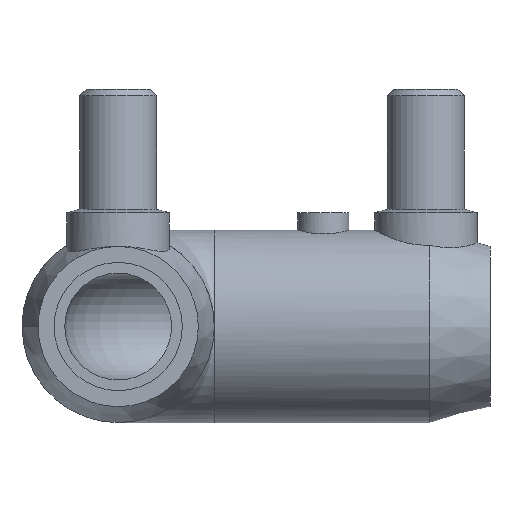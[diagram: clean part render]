
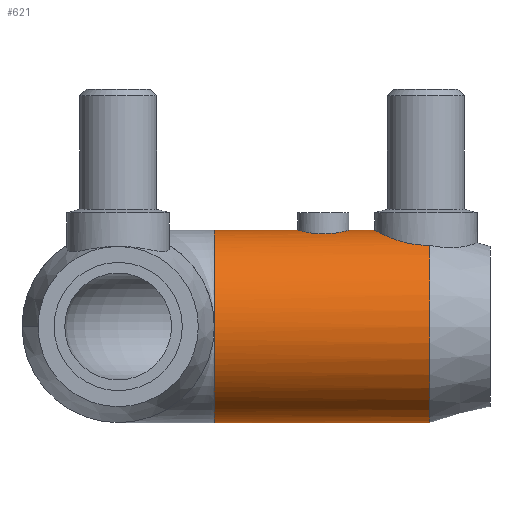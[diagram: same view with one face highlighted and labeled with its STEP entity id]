
A CAD part, front view. The second image highlights one B-rep face of the part: STEP entity #621.
In plain terms, the highlighted cylindrical face has radius 15 mm (diameter 30 mm), a full revolution.
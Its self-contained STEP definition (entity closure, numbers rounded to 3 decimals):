
#21=FACE_BOUND('',#128,.T.);
#52=CYLINDRICAL_SURFACE('',#699,15.);
#79=FACE_OUTER_BOUND('',#127,.T.);
#127=EDGE_LOOP('',(#478,#479,#480,#481,#482,#483,#484,#485,#486,#487,#488,
#489));
#128=EDGE_LOOP('',(#490,#491));
#159=B_SPLINE_CURVE_WITH_KNOTS('',3,(#1006,#1007,#1008,#1009,#1010,#1011,
#1012,#1013,#1014,#1015,#1016,#1017,#1018,#1019,#1020,#1021,#1022,#1023,
#1024,#1025,#1026,#1027,#1028,#1029,#1030,#1031),.UNSPECIFIED.,.F.,.F.,
(4,2,2,2,2,2,2,2,2,2,2,2,4),(0.,0.151,0.303,0.454,
0.606,0.757,0.909,1.06,
1.212,1.363,1.515,1.666,1.818),
 .UNSPECIFIED.);
#160=B_SPLINE_CURVE_WITH_KNOTS('',3,(#1032,#1033,#1034,#1035,#1036,#1037,
#1038,#1039,#1040,#1041),.UNSPECIFIED.,.F.,.F.,(4,2,2,2,4),(1.818,
1.969,2.121,2.272,2.423),
 .UNSPECIFIED.);
#163=B_SPLINE_CURVE_WITH_KNOTS('',3,(#1100,#1101,#1102,#1103,#1104,#1105,
#1106,#1107,#1108,#1109,#1110,#1111,#1112,#1113,#1114,#1115,#1116,#1117,
#1118,#1119,#1120,#1121,#1122),.UNSPECIFIED.,.F.,.F.,(4,2,2,2,2,2,2,2,2,
3,4),(-2.53,-2.468,-2.159,-1.85,
-1.542,-1.234,-0.926,-0.618,
-0.309,0.,0.062),.UNSPECIFIED.);
#165=B_SPLINE_CURVE_WITH_KNOTS('',3,(#1177,#1178,#1179,#1180),
 .UNSPECIFIED.,.F.,.F.,(4,4),(-0.002,0.),.UNSPECIFIED.);
#166=B_SPLINE_CURVE_WITH_KNOTS('',3,(#1184,#1185,#1186,#1187),
 .UNSPECIFIED.,.F.,.F.,(4,4),(-0.002,0.),.UNSPECIFIED.);
#196=CIRCLE('',#700,15.);
#197=CIRCLE('',#701,15.);
#198=CIRCLE('',#702,15.);
#199=CIRCLE('',#703,15.);
#200=CIRCLE('',#704,15.);
#201=CIRCLE('',#705,15.);
#202=CIRCLE('',#706,15.);
#235=LINE('',#1173,#259);
#259=VECTOR('',#847,15.);
#283=VERTEX_POINT('',#1003);
#284=VERTEX_POINT('',#1005);
#287=VERTEX_POINT('',#1084);
#289=VERTEX_POINT('',#1099);
#299=VERTEX_POINT('',#1170);
#300=VERTEX_POINT('',#1172);
#301=VERTEX_POINT('',#1174);
#302=VERTEX_POINT('',#1176);
#303=VERTEX_POINT('',#1181);
#304=VERTEX_POINT('',#1183);
#305=VERTEX_POINT('',#1188);
#306=VERTEX_POINT('',#1191);
#341=EDGE_CURVE('',#284,#283,#159,.T.);
#342=EDGE_CURVE('',#283,#284,#160,.T.);
#347=EDGE_CURVE('',#289,#287,#163,.T.);
#365=EDGE_CURVE('',#287,#299,#196,.T.);
#366=EDGE_CURVE('',#299,#300,#235,.T.);
#367=EDGE_CURVE('',#301,#300,#197,.T.);
#368=EDGE_CURVE('',#302,#301,#165,.T.);
#369=EDGE_CURVE('',#303,#302,#198,.T.);
#370=EDGE_CURVE('',#304,#303,#166,.T.);
#371=EDGE_CURVE('',#305,#304,#199,.T.);
#372=EDGE_CURVE('',#300,#305,#200,.T.);
#373=EDGE_CURVE('',#299,#306,#201,.T.);
#374=EDGE_CURVE('',#306,#289,#202,.T.);
#478=ORIENTED_EDGE('',*,*,#347,.T.);
#479=ORIENTED_EDGE('',*,*,#365,.T.);
#480=ORIENTED_EDGE('',*,*,#366,.T.);
#481=ORIENTED_EDGE('',*,*,#367,.F.);
#482=ORIENTED_EDGE('',*,*,#368,.F.);
#483=ORIENTED_EDGE('',*,*,#369,.F.);
#484=ORIENTED_EDGE('',*,*,#370,.F.);
#485=ORIENTED_EDGE('',*,*,#371,.F.);
#486=ORIENTED_EDGE('',*,*,#372,.F.);
#487=ORIENTED_EDGE('',*,*,#366,.F.);
#488=ORIENTED_EDGE('',*,*,#373,.T.);
#489=ORIENTED_EDGE('',*,*,#374,.T.);
#490=ORIENTED_EDGE('',*,*,#341,.T.);
#491=ORIENTED_EDGE('',*,*,#342,.T.);
#621=ADVANCED_FACE('',(#79,#21),#52,.T.);
#699=AXIS2_PLACEMENT_3D('',#1169,#843,#844);
#700=AXIS2_PLACEMENT_3D('',#1171,#845,#846);
#701=AXIS2_PLACEMENT_3D('',#1175,#848,#849);
#702=AXIS2_PLACEMENT_3D('',#1182,#850,#851);
#703=AXIS2_PLACEMENT_3D('',#1189,#852,#853);
#704=AXIS2_PLACEMENT_3D('',#1190,#854,#855);
#705=AXIS2_PLACEMENT_3D('',#1192,#856,#857);
#706=AXIS2_PLACEMENT_3D('',#1193,#858,#859);
#843=DIRECTION('center_axis',(1.,0.,0.));
#844=DIRECTION('ref_axis',(0.,0.,1.));
#845=DIRECTION('center_axis',(-1.,0.,0.));
#846=DIRECTION('ref_axis',(0.,0.,1.));
#847=DIRECTION('',(-1.,0.,0.));
#848=DIRECTION('center_axis',(-1.,0.,0.));
#849=DIRECTION('ref_axis',(0.,0.,1.));
#850=DIRECTION('center_axis',(-1.,0.,0.));
#851=DIRECTION('ref_axis',(0.,0.,1.));
#852=DIRECTION('center_axis',(-1.,0.,0.));
#853=DIRECTION('ref_axis',(0.,0.,1.));
#854=DIRECTION('center_axis',(-1.,0.,0.));
#855=DIRECTION('ref_axis',(0.,0.,1.));
#856=DIRECTION('center_axis',(-1.,0.,0.));
#857=DIRECTION('ref_axis',(0.,0.,1.));
#858=DIRECTION('center_axis',(-1.,0.,0.));
#859=DIRECTION('ref_axis',(0.,0.,1.));
#1003=CARTESIAN_POINT('',(36.,20.5,15.));
#1005=CARTESIAN_POINT('',(32.,16.5,14.457));
#1006=CARTESIAN_POINT('Ctrl Pts',(32.,16.5,14.457));
#1007=CARTESIAN_POINT('Ctrl Pts',(31.495,16.5,14.457));
#1008=CARTESIAN_POINT('Ctrl Pts',(30.958,16.601,14.486));
#1009=CARTESIAN_POINT('Ctrl Pts',(29.974,17.01,14.59));
#1010=CARTESIAN_POINT('Ctrl Pts',(29.525,17.318,14.663));
#1011=CARTESIAN_POINT('Ctrl Pts',(28.818,18.025,14.799));
#1012=CARTESIAN_POINT('Ctrl Pts',(28.51,18.473,14.871));
#1013=CARTESIAN_POINT('Ctrl Pts',(28.101,19.458,14.972));
#1014=CARTESIAN_POINT('Ctrl Pts',(28.,19.995,15.));
#1015=CARTESIAN_POINT('Ctrl Pts',(28.,21.005,15.));
#1016=CARTESIAN_POINT('Ctrl Pts',(28.101,21.542,14.972));
#1017=CARTESIAN_POINT('Ctrl Pts',(28.51,22.527,14.871));
#1018=CARTESIAN_POINT('Ctrl Pts',(28.818,22.975,14.799));
#1019=CARTESIAN_POINT('Ctrl Pts',(29.525,23.682,14.663));
#1020=CARTESIAN_POINT('Ctrl Pts',(29.974,23.99,14.59));
#1021=CARTESIAN_POINT('Ctrl Pts',(30.958,24.399,14.486));
#1022=CARTESIAN_POINT('Ctrl Pts',(31.495,24.5,14.457));
#1023=CARTESIAN_POINT('Ctrl Pts',(32.505,24.5,14.457));
#1024=CARTESIAN_POINT('Ctrl Pts',(33.042,24.399,14.486));
#1025=CARTESIAN_POINT('Ctrl Pts',(34.026,23.99,14.59));
#1026=CARTESIAN_POINT('Ctrl Pts',(34.475,23.682,14.663));
#1027=CARTESIAN_POINT('Ctrl Pts',(35.182,22.975,14.799));
#1028=CARTESIAN_POINT('Ctrl Pts',(35.49,22.527,14.871));
#1029=CARTESIAN_POINT('Ctrl Pts',(35.899,21.542,14.972));
#1030=CARTESIAN_POINT('Ctrl Pts',(36.,21.005,15.));
#1031=CARTESIAN_POINT('Ctrl Pts',(36.,20.5,15.));
#1032=CARTESIAN_POINT('Ctrl Pts',(36.,20.5,15.));
#1033=CARTESIAN_POINT('Ctrl Pts',(36.,19.995,15.));
#1034=CARTESIAN_POINT('Ctrl Pts',(35.899,19.458,14.972));
#1035=CARTESIAN_POINT('Ctrl Pts',(35.49,18.473,14.871));
#1036=CARTESIAN_POINT('Ctrl Pts',(35.182,18.025,14.799));
#1037=CARTESIAN_POINT('Ctrl Pts',(34.475,17.318,14.663));
#1038=CARTESIAN_POINT('Ctrl Pts',(34.026,17.01,14.59));
#1039=CARTESIAN_POINT('Ctrl Pts',(33.042,16.601,14.486));
#1040=CARTESIAN_POINT('Ctrl Pts',(32.505,16.5,14.457));
#1041=CARTESIAN_POINT('Ctrl Pts',(32.,16.5,14.457));
#1084=CARTESIAN_POINT('',(48.625,28.476,12.704));
#1099=CARTESIAN_POINT('',(48.625,12.524,12.704));
#1100=CARTESIAN_POINT('Ctrl Pts',(48.625,12.524,12.704));
#1101=CARTESIAN_POINT('Ctrl Pts',(48.415,12.508,12.694));
#1102=CARTESIAN_POINT('Ctrl Pts',(48.207,12.5,12.689));
#1103=CARTESIAN_POINT('Ctrl Pts',(46.97,12.5,12.689));
#1104=CARTESIAN_POINT('Ctrl Pts',(45.89,12.71,12.827));
#1105=CARTESIAN_POINT('Ctrl Pts',(43.928,13.532,13.292));
#1106=CARTESIAN_POINT('Ctrl Pts',(43.043,14.143,13.607));
#1107=CARTESIAN_POINT('Ctrl Pts',(41.646,15.541,14.176));
#1108=CARTESIAN_POINT('Ctrl Pts',(41.033,16.427,14.471));
#1109=CARTESIAN_POINT('Ctrl Pts',(40.209,18.392,14.885));
#1110=CARTESIAN_POINT('Ctrl Pts',(40.,19.474,15.));
#1111=CARTESIAN_POINT('Ctrl Pts',(40.,21.526,15.));
#1112=CARTESIAN_POINT('Ctrl Pts',(40.209,22.608,14.885));
#1113=CARTESIAN_POINT('Ctrl Pts',(41.033,24.573,14.471));
#1114=CARTESIAN_POINT('Ctrl Pts',(41.646,25.459,14.176));
#1115=CARTESIAN_POINT('Ctrl Pts',(43.043,26.857,13.607));
#1116=CARTESIAN_POINT('Ctrl Pts',(43.928,27.468,13.292));
#1117=CARTESIAN_POINT('Ctrl Pts',(45.89,28.29,12.827));
#1118=CARTESIAN_POINT('Ctrl Pts',(46.97,28.5,12.689));
#1119=CARTESIAN_POINT('Ctrl Pts',(48.,28.5,12.689));
#1120=CARTESIAN_POINT('Ctrl Pts',(48.207,28.5,12.689));
#1121=CARTESIAN_POINT('Ctrl Pts',(48.415,28.492,12.694));
#1122=CARTESIAN_POINT('Ctrl Pts',(48.625,28.476,12.704));
#1169=CARTESIAN_POINT('Origin',(15.,20.5,0.));
#1170=CARTESIAN_POINT('',(48.625,20.5,-15.));
#1171=CARTESIAN_POINT('Origin',(48.625,20.5,0.));
#1172=CARTESIAN_POINT('',(15.,20.5,-15.));
#1173=CARTESIAN_POINT('',(15.,20.5,-15.));
#1174=CARTESIAN_POINT('',(15.,20.51,-15.));
#1175=CARTESIAN_POINT('Origin',(15.,20.5,0.));
#1176=CARTESIAN_POINT('',(15.02,20.51,-15.));
#1177=CARTESIAN_POINT('Ctrl Pts',(15.02,20.51,-15.));
#1178=CARTESIAN_POINT('Ctrl Pts',(15.013,20.51,-15.));
#1179=CARTESIAN_POINT('Ctrl Pts',(15.007,20.51,-15.));
#1180=CARTESIAN_POINT('Ctrl Pts',(15.,20.51,-15.));
#1181=CARTESIAN_POINT('',(15.02,20.51,15.));
#1182=CARTESIAN_POINT('Origin',(15.02,20.5,0.));
#1183=CARTESIAN_POINT('',(15.,20.51,15.));
#1184=CARTESIAN_POINT('Ctrl Pts',(15.,20.51,15.));
#1185=CARTESIAN_POINT('Ctrl Pts',(15.007,20.51,15.));
#1186=CARTESIAN_POINT('Ctrl Pts',(15.013,20.51,15.));
#1187=CARTESIAN_POINT('Ctrl Pts',(15.02,20.51,15.));
#1188=CARTESIAN_POINT('',(15.,5.5,0.));
#1189=CARTESIAN_POINT('Origin',(15.,20.5,0.));
#1190=CARTESIAN_POINT('Origin',(15.,20.5,0.));
#1191=CARTESIAN_POINT('',(48.625,5.5,0.));
#1192=CARTESIAN_POINT('Origin',(48.625,20.5,0.));
#1193=CARTESIAN_POINT('Origin',(48.625,20.5,0.));
